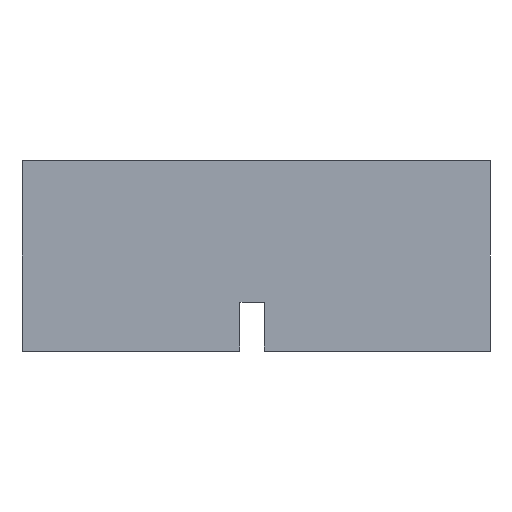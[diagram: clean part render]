
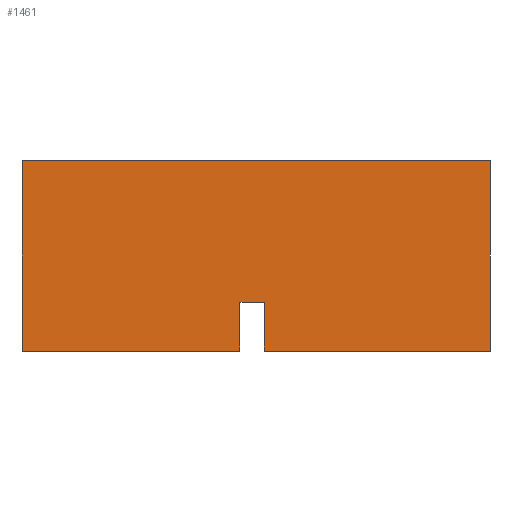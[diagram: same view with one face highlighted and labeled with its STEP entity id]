
A CAD part, front view. The second image highlights one B-rep face of the part: STEP entity #1461.
In plain terms, the highlighted face is planar.
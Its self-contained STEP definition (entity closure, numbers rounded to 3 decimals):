
#180=FACE_OUTER_BOUND('',#278,.T.);
#278=EDGE_LOOP('',(#1218,#1219,#1220,#1221,#1222,#1223,#1224,#1225));
#413=LINE('',#2369,#565);
#416=LINE('',#2377,#568);
#417=LINE('',#2379,#569);
#418=LINE('',#2381,#570);
#419=LINE('',#2383,#571);
#420=LINE('',#2385,#572);
#421=LINE('',#2387,#573);
#422=LINE('',#2388,#574);
#565=VECTOR('',#1939,10.);
#568=VECTOR('',#1946,10.);
#569=VECTOR('',#1947,10.);
#570=VECTOR('',#1948,10.);
#571=VECTOR('',#1949,10.);
#572=VECTOR('',#1950,10.);
#573=VECTOR('',#1951,10.);
#574=VECTOR('',#1952,10.);
#709=VERTEX_POINT('',#2366);
#710=VERTEX_POINT('',#2368);
#713=VERTEX_POINT('',#2376);
#714=VERTEX_POINT('',#2378);
#715=VERTEX_POINT('',#2380);
#716=VERTEX_POINT('',#2382);
#717=VERTEX_POINT('',#2384);
#718=VERTEX_POINT('',#2386);
#887=EDGE_CURVE('',#709,#710,#413,.T.);
#891=EDGE_CURVE('',#709,#713,#416,.T.);
#892=EDGE_CURVE('',#713,#714,#417,.T.);
#893=EDGE_CURVE('',#714,#715,#418,.T.);
#894=EDGE_CURVE('',#715,#716,#419,.T.);
#895=EDGE_CURVE('',#716,#717,#420,.T.);
#896=EDGE_CURVE('',#717,#718,#421,.T.);
#897=EDGE_CURVE('',#718,#710,#422,.T.);
#1218=ORIENTED_EDGE('',*,*,#891,.T.);
#1219=ORIENTED_EDGE('',*,*,#892,.T.);
#1220=ORIENTED_EDGE('',*,*,#893,.T.);
#1221=ORIENTED_EDGE('',*,*,#894,.T.);
#1222=ORIENTED_EDGE('',*,*,#895,.T.);
#1223=ORIENTED_EDGE('',*,*,#896,.T.);
#1224=ORIENTED_EDGE('',*,*,#897,.T.);
#1225=ORIENTED_EDGE('',*,*,#887,.F.);
#1394=PLANE('',#1605);
#1461=ADVANCED_FACE('',(#180),#1394,.T.);
#1605=AXIS2_PLACEMENT_3D('',#2375,#1944,#1945);
#1939=DIRECTION('',(0.,-1.,0.));
#1944=DIRECTION('center_axis',(-1.,0.,0.));
#1945=DIRECTION('ref_axis',(0.,-1.,0.));
#1946=DIRECTION('',(0.,0.,-1.));
#1947=DIRECTION('',(0.,-1.,0.));
#1948=DIRECTION('',(0.,0.,1.));
#1949=DIRECTION('',(0.,-1.,0.));
#1950=DIRECTION('',(0.,0.,-1.));
#1951=DIRECTION('',(0.,-1.,0.));
#1952=DIRECTION('',(0.,0.,1.));
#2366=CARTESIAN_POINT('',(0.,-0.697,1.5));
#2368=CARTESIAN_POINT('',(0.,-24.697,1.5));
#2369=CARTESIAN_POINT('',(0.,-25.,1.5));
#2375=CARTESIAN_POINT('Origin',(0.,0.,0.));
#2376=CARTESIAN_POINT('',(0.,-0.697,-8.25));
#2377=CARTESIAN_POINT('',(0.,-0.697,-1.875));
#2378=CARTESIAN_POINT('',(0.,-11.875,-8.25));
#2379=CARTESIAN_POINT('',(0.,-6.25,-8.25));
#2380=CARTESIAN_POINT('',(0.,-11.875,-5.75));
#2381=CARTESIAN_POINT('',(0.,-11.875,-4.375));
#2382=CARTESIAN_POINT('',(0.,-13.125,-5.75));
#2383=CARTESIAN_POINT('',(0.,-6.25,-5.75));
#2384=CARTESIAN_POINT('',(0.,-13.125,-8.25));
#2385=CARTESIAN_POINT('',(0.,-13.125,-4.375));
#2386=CARTESIAN_POINT('',(0.,-24.697,-8.25));
#2387=CARTESIAN_POINT('',(0.,-6.25,-8.25));
#2388=CARTESIAN_POINT('',(0.,-24.697,-1.875));
